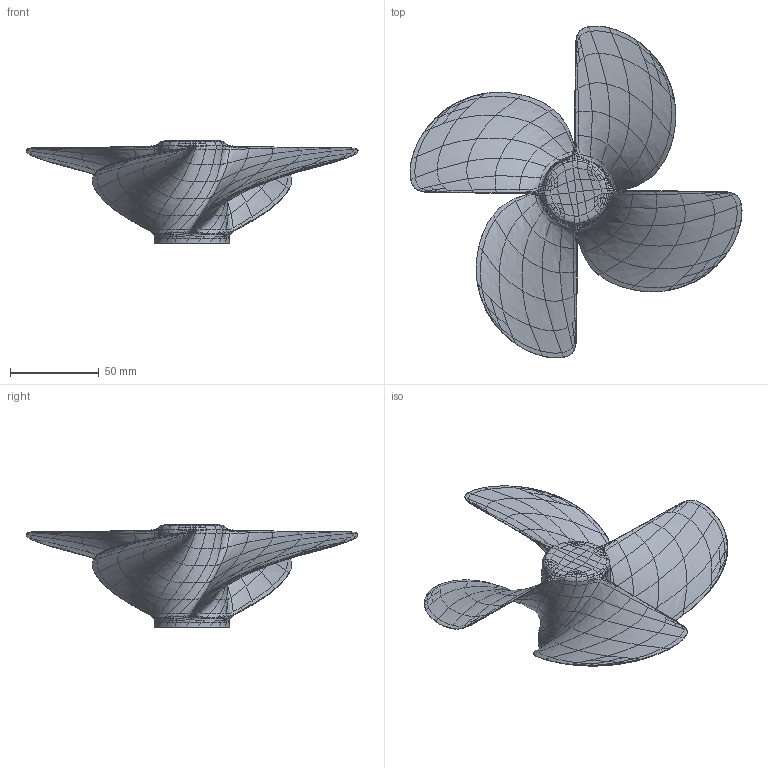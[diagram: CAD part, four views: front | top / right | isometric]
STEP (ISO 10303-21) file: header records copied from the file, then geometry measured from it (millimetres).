
FILE_DESCRIPTION(('FreeCAD Model'),'2;1');
FILE_NAME('Open CASCADE Shape Model','2025-05-03T09:43:08',('FreeCAD'),( 'FreeCAD'),'Open CASCADE STEP processor 7.6','FreeCAD','Unknown');
FILE_SCHEMA(('AUTOMOTIVE_DESIGN { 1 0 10303 214 1 1 1 1 }'));
Products named in the file (1): Open CASCADE STEP translator 7.6 1
Bounding box: 187.16 x 187.16 x 57.62 mm (x, y, z)
Volume: 124607.2 mm3; surface area: 47590.2 mm2
Topology: 1 solids, 1 shells, 1125 faces, 2380 edges, 1257 vertices
Faces by surface type: bspline 1125
Entity records: 44072 total; most frequent: CARTESIAN_POINT 28778, ORIENTED_EDGE 4760, EDGE_CURVE 2380, B_SPLINE_CURVE_WITH_KNOTS 2380, VERTEX_POINT 1257, ADVANCED_FACE 1125, FACE_BOUND 1125, EDGE_LOOP 1125
